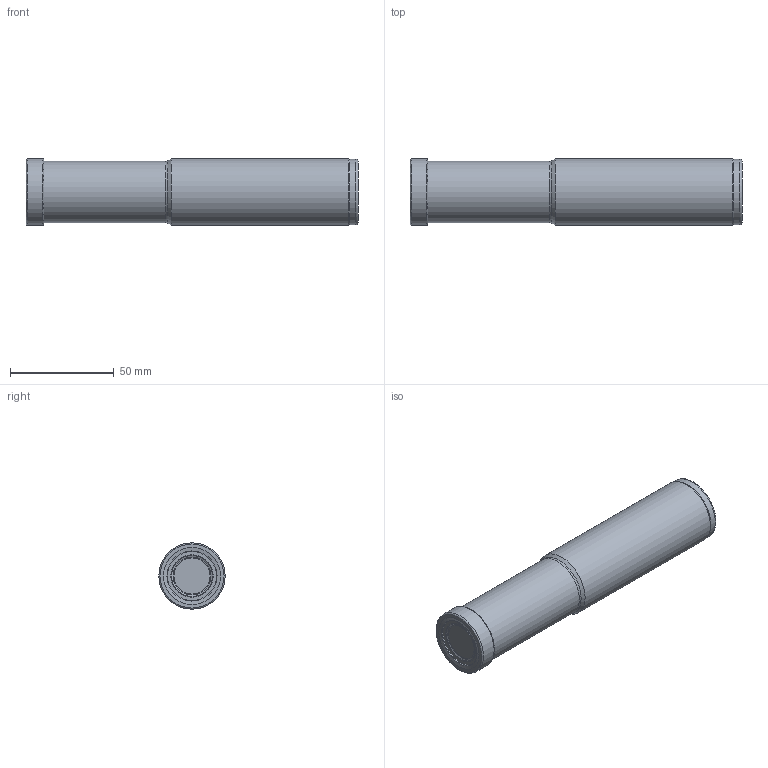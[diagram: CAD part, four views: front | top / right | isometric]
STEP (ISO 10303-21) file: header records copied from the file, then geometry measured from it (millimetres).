
FILE_DESCRIPTION(/* description */ (''),/* implementation_level */ '2;1');
FILE_NAME(/* name */ 'AEM90-LO09-D32-C32-L160-Z05-H.stp',/* time_stamp */ '2023-10-25T18:40:01+03:00',/* author */ (''),/* organization */ (''),/* preprocessor_version */ 'ST-DEVELOPER v19.4',/* originating_system */ 'SIEMENS PLM Software NX2306.3001',/* authorisation */ '');
FILE_SCHEMA (('AUTOMOTIVE_DESIGN { 1 0 10303 214 3 1 1 1 }'));
Length unit declared in the file: millimetre
Products named in the file (1): AEM90-LO09-D32-C32-L160-Z05-H
Bounding box: 160 x 32 x 32 mm (x, y, z)
Volume: 121935.7 mm3; surface area: 18911.7 mm2
Topology: 2 solids, 2 shells, 24 faces, 44 edges, 23 vertices
Faces by surface type: revolution 10, torus 5, plane 3, cylinder 3, cone 3
Full cylindrical faces by diameter (mm): 29.5 x1, 31.5 x1, 32 x1
Entity records: 747 total; most frequent: CARTESIAN_POINT 212, DIRECTION 86, EDGE_LOOP 46, ORIENTED_EDGE 46, FACE_BOUND 44, AXIS2_PLACEMENT_3D 38, ADVANCED_FACE 24, VERTEX_POINT 23
